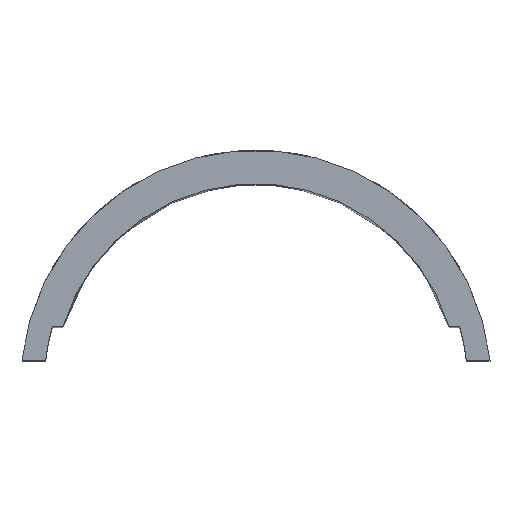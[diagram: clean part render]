
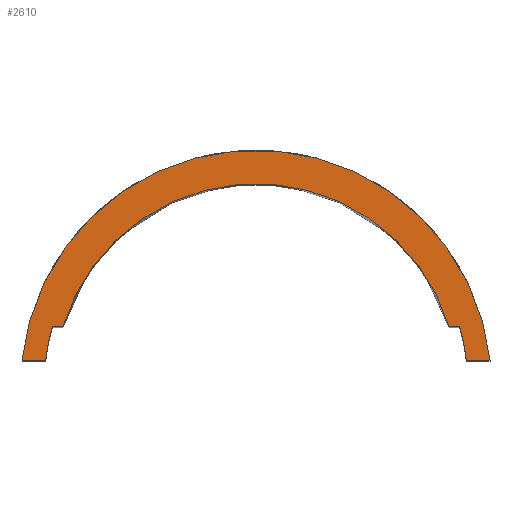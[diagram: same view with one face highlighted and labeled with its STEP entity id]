
A CAD part, top view. The second image highlights one B-rep face of the part: STEP entity #2610.
In plain terms, the highlighted planar face has unit normal (0, 0, 1).
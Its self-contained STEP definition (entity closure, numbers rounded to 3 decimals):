
#219=CARTESIAN_POINT('',(0.,0.,180.));
#220=DIRECTION('',(0.,0.,-1.));
#221=DIRECTION('',(0.961,0.278,0.));
#222=AXIS2_PLACEMENT_3D('',#219,#220,#221);
#224=DIRECTION('',(1.,0.,0.));
#225=VECTOR('',#224,3.129);
#226=CARTESIAN_POINT('',(57.391,17.5,180.));
#227=LINE('',#226,#225);
#228=CARTESIAN_POINT('',(0.,0.,180.));
#229=DIRECTION('',(0.,0.,-1.));
#230=DIRECTION('',(-0.957,0.292,0.));
#231=AXIS2_PLACEMENT_3D('',#228,#229,#230);
#233=DIRECTION('',(1.,0.,0.));
#234=VECTOR('',#233,3.129);
#235=CARTESIAN_POINT('',(-60.521,17.5,180.));
#236=LINE('',#235,#234);
#237=CARTESIAN_POINT('',(0.,0.,180.));
#238=DIRECTION('',(0.,0.,-1.));
#239=DIRECTION('',(-0.993,0.119,0.));
#240=AXIS2_PLACEMENT_3D('',#237,#238,#239);
#242=DIRECTION('',(1.,0.,0.));
#243=VECTOR('',#242,7.);
#244=CARTESIAN_POINT('',(-69.552,7.5,180.));
#245=LINE('',#244,#243);
#246=CARTESIAN_POINT('',(0.,0.,180.));
#247=DIRECTION('',(0.,0.,1.));
#248=DIRECTION('',(0.994,0.107,0.));
#249=AXIS2_PLACEMENT_3D('',#246,#247,#248);
#251=DIRECTION('',(1.,0.,0.));
#252=VECTOR('',#251,7.);
#253=CARTESIAN_POINT('',(62.552,7.5,180.));
#254=LINE('',#253,#252);
#1993=CARTESIAN_POINT('',(62.552,7.5,180.));
#1994=CARTESIAN_POINT('',(69.552,7.5,180.));
#1995=VERTEX_POINT('',#1993);
#1996=VERTEX_POINT('',#1994);
#1997=CARTESIAN_POINT('',(-69.552,7.5,180.));
#1998=VERTEX_POINT('',#1997);
#1999=CARTESIAN_POINT('',(-62.552,7.5,180.));
#2000=VERTEX_POINT('',#1999);
#2009=CARTESIAN_POINT('',(-57.391,17.5,180.));
#2010=CARTESIAN_POINT('',(57.391,17.5,180.));
#2011=VERTEX_POINT('',#2009);
#2012=VERTEX_POINT('',#2010);
#2018=CARTESIAN_POINT('',(60.521,17.5,180.));
#2020=VERTEX_POINT('',#2018);
#2022=CARTESIAN_POINT('',(-60.521,17.5,180.));
#2024=VERTEX_POINT('',#2022);
#2591=CARTESIAN_POINT('',(0.,0.,180.));
#2592=DIRECTION('',(0.,0.,1.));
#2593=DIRECTION('',(1.,0.,0.));
#2594=AXIS2_PLACEMENT_3D('',#2591,#2592,#2593);
#2595=PLANE('',#2594);
#2596=ORIENTED_EDGE('',*,*,#2450,.F.);
#2597=ORIENTED_EDGE('',*,*,#2482,.F.);
#2598=ORIENTED_EDGE('',*,*,#2492,.F.);
#2600=ORIENTED_EDGE('',*,*,#2599,.F.);
#2601=ORIENTED_EDGE('',*,*,#2468,.F.);
#2603=ORIENTED_EDGE('',*,*,#2602,.F.);
#2605=ORIENTED_EDGE('',*,*,#2604,.F.);
#2607=ORIENTED_EDGE('',*,*,#2606,.F.);
#2608=EDGE_LOOP('',(#2596,#2597,#2598,#2600,#2601,#2603,#2605,#2607));
#2609=FACE_OUTER_BOUND('',#2608,.F.);
#2610=ADVANCED_FACE('',(#2609),#2595,.T.);
#223=CIRCLE('',#222,63.);
#232=CIRCLE('',#231,60.);
#241=CIRCLE('',#240,63.);
#250=CIRCLE('',#249,69.955);
#2450=EDGE_CURVE('',#2020,#1995,#223,.T.);
#2468=EDGE_CURVE('',#2000,#2024,#241,.T.);
#2482=EDGE_CURVE('',#2012,#2020,#227,.T.);
#2492=EDGE_CURVE('',#2011,#2012,#232,.T.);
#2599=EDGE_CURVE('',#2024,#2011,#236,.T.);
#2602=EDGE_CURVE('',#1998,#2000,#245,.T.);
#2604=EDGE_CURVE('',#1996,#1998,#250,.T.);
#2606=EDGE_CURVE('',#1995,#1996,#254,.T.);
